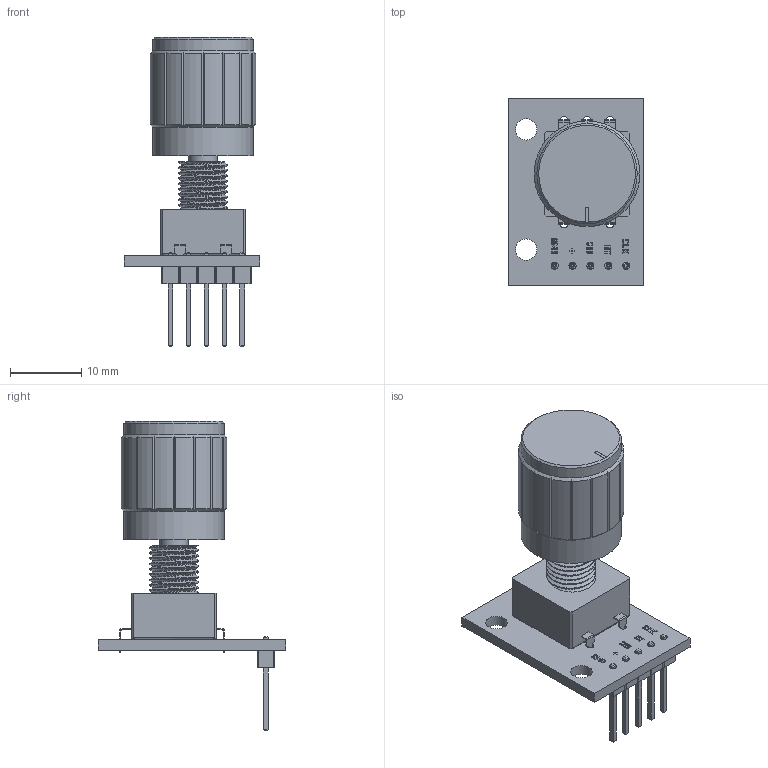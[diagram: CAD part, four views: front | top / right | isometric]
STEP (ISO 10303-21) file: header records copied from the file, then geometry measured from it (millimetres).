
FILE_DESCRIPTION(/* description */ (''),/* implementation_level */ '2;1');
FILE_NAME(/* name */ 'Rotary Encoder - KY-040.step',/* time_stamp */ '2024-06-26T22:04:55+07:00',/* author */ (''),/* organization */ (''),/* preprocessor_version */ 'ST-DEVELOPER v20',/* originating_system */ 'Autodesk Translation Framework v13.14.0.145',/* authorisation */ '');
FILE_SCHEMA (('AUTOMOTIVE_DESIGN { 1 0 10303 214 3 1 1 }'));
Length unit declared in the file: millimetre
Products named in the file (1): (Unsaved)
Bounding box: 19 x 26.25 x 43.39 mm (x, y, z)
Volume: 4449.4 mm3; surface area: 4317 mm2
Topology: 20 solids, 20 shells, 523 faces, 1365 edges, 900 vertices
Faces by surface type: plane 384, bspline 76, cylinder 60, cone 3
Full cylindrical faces by diameter (mm): 1 x10, 3 x2, 4 x2, 6 x1, 6.048 x5, 12.98 x1, 14.08 x2
Entity records: 23917 total; most frequent: CARTESIAN_POINT 11622, ORIENTED_EDGE 2730, DIRECTION 2103, EDGE_CURVE 1365, LINE 1005, VECTOR 1005, VERTEX_POINT 900, EDGE_LOOP 577
